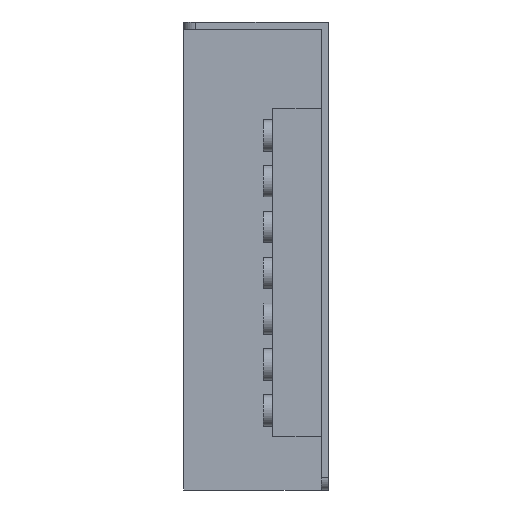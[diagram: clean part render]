
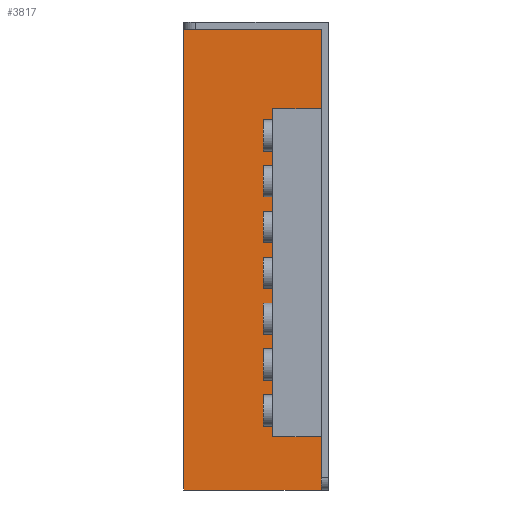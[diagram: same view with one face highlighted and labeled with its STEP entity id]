
A CAD part, left-side view. The second image highlights one B-rep face of the part: STEP entity #3817.
In plain terms, the highlighted planar face has unit normal (-1, 0, 0).
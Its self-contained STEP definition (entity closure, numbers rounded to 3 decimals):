
#2289 = PLANE('',#2290);
#2290 = AXIS2_PLACEMENT_3D('',#2291,#2292,#2293);
#2291 = CARTESIAN_POINT('',(-79.5,-96.671,47.));
#2292 = DIRECTION('',(-0.,0.,1.));
#2293 = DIRECTION('',(1.,0.,0.));
#2360 = PLANE('',#2361);
#2361 = AXIS2_PLACEMENT_3D('',#2362,#2363,#2364);
#2362 = CARTESIAN_POINT('',(0.,1.5,0.));
#2363 = DIRECTION('',(0.,1.,0.));
#2364 = DIRECTION('',(0.,-0.,1.));
#2817 = PLANE('',#2818);
#2818 = AXIS2_PLACEMENT_3D('',#2819,#2820,#2821);
#2819 = CARTESIAN_POINT('',(-79.5,30.,-48.5));
#2820 = DIRECTION('',(0.,0.,1.));
#2821 = DIRECTION('',(1.,0.,-0.));
#2911 = VERTEX_POINT('',#2912);
#2912 = CARTESIAN_POINT('',(-64.5,1.5,-48.5));
#2933 = EDGE_CURVE('',#2911,#2934,#2936,.T.);
#2934 = VERTEX_POINT('',#2935);
#2935 = CARTESIAN_POINT('',(-64.5,30.,-48.5));
#2936 = SURFACE_CURVE('',#2937,(#2941,#2948),.PCURVE_S1.);
#2937 = LINE('',#2938,#2939);
#2938 = CARTESIAN_POINT('',(-64.5,-96.671,-48.5));
#2939 = VECTOR('',#2940,1.);
#2940 = DIRECTION('',(-0.,1.,-0.));
#2941 = PCURVE('',#2817,#2942);
#2942 = DEFINITIONAL_REPRESENTATION('',(#2943),#2947);
#2943 = LINE('',#2944,#2945);
#2944 = CARTESIAN_POINT('',(15.,-126.671));
#2945 = VECTOR('',#2946,1.);
#2946 = DIRECTION('',(0.,1.));
#2947 = ( GEOMETRIC_REPRESENTATION_CONTEXT(2) 
PARAMETRIC_REPRESENTATION_CONTEXT() REPRESENTATION_CONTEXT('2D SPACE',''
  ) );
#2948 = PCURVE('',#2949,#2954);
#2949 = PLANE('',#2950);
#2950 = AXIS2_PLACEMENT_3D('',#2951,#2952,#2953);
#2951 = CARTESIAN_POINT('',(-64.5,-96.671,-48.5));
#2952 = DIRECTION('',(1.,0.,0.));
#2953 = DIRECTION('',(0.,0.,-1.));
#2954 = DEFINITIONAL_REPRESENTATION('',(#2955),#2959);
#2955 = LINE('',#2956,#2957);
#2956 = CARTESIAN_POINT('',(0.,0.));
#2957 = VECTOR('',#2958,1.);
#2958 = DIRECTION('',(0.,1.));
#2959 = ( GEOMETRIC_REPRESENTATION_CONTEXT(2) 
PARAMETRIC_REPRESENTATION_CONTEXT() REPRESENTATION_CONTEXT('2D SPACE',''
  ) );
#2977 = PLANE('',#2978);
#2978 = AXIS2_PLACEMENT_3D('',#2979,#2980,#2981);
#2979 = CARTESIAN_POINT('',(0.,30.,0.));
#2980 = DIRECTION('',(0.,1.,0.));
#2981 = DIRECTION('',(0.,-0.,1.));
#3535 = EDGE_CURVE('',#3536,#2934,#3538,.T.);
#3536 = VERTEX_POINT('',#3537);
#3537 = CARTESIAN_POINT('',(-64.5,30.,47.));
#3538 = SURFACE_CURVE('',#3539,(#3543,#3550),.PCURVE_S1.);
#3539 = LINE('',#3540,#3541);
#3540 = CARTESIAN_POINT('',(-64.5,30.,-48.5));
#3541 = VECTOR('',#3542,1.);
#3542 = DIRECTION('',(0.,-0.,-1.));
#3543 = PCURVE('',#2977,#3544);
#3544 = DEFINITIONAL_REPRESENTATION('',(#3545),#3549);
#3545 = LINE('',#3546,#3547);
#3546 = CARTESIAN_POINT('',(-48.5,-64.5));
#3547 = VECTOR('',#3548,1.);
#3548 = DIRECTION('',(-1.,0.));
#3549 = ( GEOMETRIC_REPRESENTATION_CONTEXT(2) 
PARAMETRIC_REPRESENTATION_CONTEXT() REPRESENTATION_CONTEXT('2D SPACE',''
  ) );
#3550 = PCURVE('',#2949,#3551);
#3551 = DEFINITIONAL_REPRESENTATION('',(#3552),#3556);
#3552 = LINE('',#3553,#3554);
#3553 = CARTESIAN_POINT('',(0.,126.671));
#3554 = VECTOR('',#3555,1.);
#3555 = DIRECTION('',(1.,-0.));
#3556 = ( GEOMETRIC_REPRESENTATION_CONTEXT(2) 
PARAMETRIC_REPRESENTATION_CONTEXT() REPRESENTATION_CONTEXT('2D SPACE',''
  ) );
#3817 = ADVANCED_FACE('',(#3818),#2949,.F.);
#3818 = FACE_BOUND('',#3819,.T.);
#3819 = EDGE_LOOP('',(#3820,#3843,#3864,#3865));
#3820 = ORIENTED_EDGE('',*,*,#3821,.T.);
#3821 = EDGE_CURVE('',#2911,#3822,#3824,.T.);
#3822 = VERTEX_POINT('',#3823);
#3823 = CARTESIAN_POINT('',(-64.5,1.5,47.));
#3824 = SURFACE_CURVE('',#3825,(#3829,#3836),.PCURVE_S1.);
#3825 = LINE('',#3826,#3827);
#3826 = CARTESIAN_POINT('',(-64.5,1.5,-48.5));
#3827 = VECTOR('',#3828,1.);
#3828 = DIRECTION('',(0.,-0.,1.));
#3829 = PCURVE('',#2949,#3830);
#3830 = DEFINITIONAL_REPRESENTATION('',(#3831),#3835);
#3831 = LINE('',#3832,#3833);
#3832 = CARTESIAN_POINT('',(0.,98.171));
#3833 = VECTOR('',#3834,1.);
#3834 = DIRECTION('',(-1.,0.));
#3835 = ( GEOMETRIC_REPRESENTATION_CONTEXT(2) 
PARAMETRIC_REPRESENTATION_CONTEXT() REPRESENTATION_CONTEXT('2D SPACE',''
  ) );
#3836 = PCURVE('',#2360,#3837);
#3837 = DEFINITIONAL_REPRESENTATION('',(#3838),#3842);
#3838 = LINE('',#3839,#3840);
#3839 = CARTESIAN_POINT('',(-48.5,-64.5));
#3840 = VECTOR('',#3841,1.);
#3841 = DIRECTION('',(1.,0.));
#3842 = ( GEOMETRIC_REPRESENTATION_CONTEXT(2) 
PARAMETRIC_REPRESENTATION_CONTEXT() REPRESENTATION_CONTEXT('2D SPACE',''
  ) );
#3843 = ORIENTED_EDGE('',*,*,#3844,.T.);
#3844 = EDGE_CURVE('',#3822,#3536,#3845,.T.);
#3845 = SURFACE_CURVE('',#3846,(#3850,#3857),.PCURVE_S1.);
#3846 = LINE('',#3847,#3848);
#3847 = CARTESIAN_POINT('',(-64.5,-96.671,47.));
#3848 = VECTOR('',#3849,1.);
#3849 = DIRECTION('',(-0.,1.,-0.));
#3850 = PCURVE('',#2949,#3851);
#3851 = DEFINITIONAL_REPRESENTATION('',(#3852),#3856);
#3852 = LINE('',#3853,#3854);
#3853 = CARTESIAN_POINT('',(-95.5,0.));
#3854 = VECTOR('',#3855,1.);
#3855 = DIRECTION('',(0.,1.));
#3856 = ( GEOMETRIC_REPRESENTATION_CONTEXT(2) 
PARAMETRIC_REPRESENTATION_CONTEXT() REPRESENTATION_CONTEXT('2D SPACE',''
  ) );
#3857 = PCURVE('',#2289,#3858);
#3858 = DEFINITIONAL_REPRESENTATION('',(#3859),#3863);
#3859 = LINE('',#3860,#3861);
#3860 = CARTESIAN_POINT('',(15.,0.));
#3861 = VECTOR('',#3862,1.);
#3862 = DIRECTION('',(0.,1.));
#3863 = ( GEOMETRIC_REPRESENTATION_CONTEXT(2) 
PARAMETRIC_REPRESENTATION_CONTEXT() REPRESENTATION_CONTEXT('2D SPACE',''
  ) );
#3864 = ORIENTED_EDGE('',*,*,#3535,.T.);
#3865 = ORIENTED_EDGE('',*,*,#2933,.F.);
